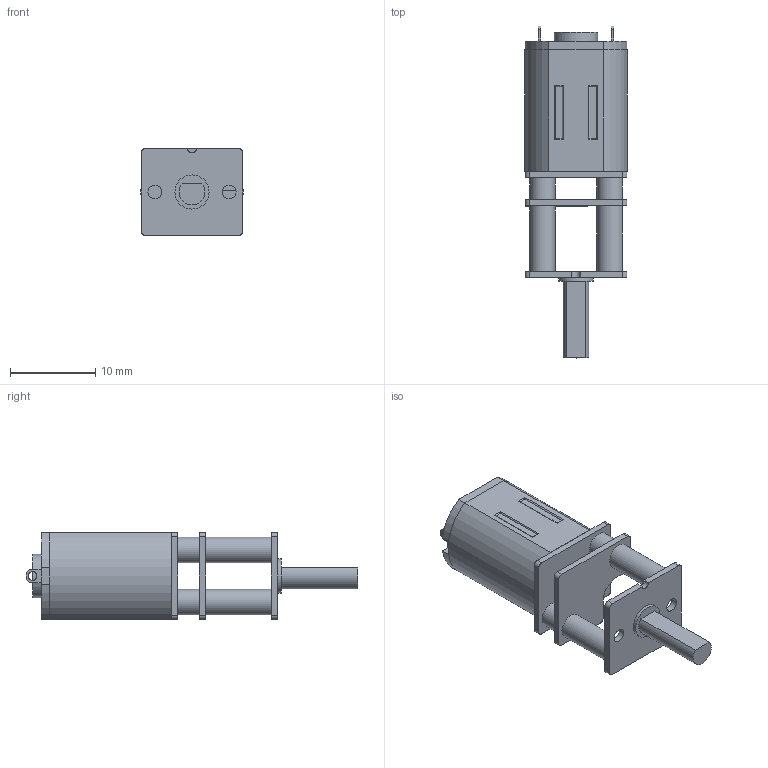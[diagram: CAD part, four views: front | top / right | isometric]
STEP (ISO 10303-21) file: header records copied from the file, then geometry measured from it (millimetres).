
FILE_DESCRIPTION(/* description */ (''),/* implementation_level */ '2;1');
FILE_NAME(/* name */ 'Antrader 30 RPM DC 6V Micro DC Geared Electric Motor GA12-N20 v1.step',/* time_stamp */ '2023-02-01T00:11:54-05:00',/* author */ (''),/* organization */ (''),/* preprocessor_version */ 'ST-DEVELOPER v19.2',/* originating_system */ 'Autodesk Translation Framework v11.17.0.187',/* authorisation */ '');
FILE_SCHEMA (('AUTOMOTIVE_DESIGN { 1 0 10303 214 3 1 1 }'));
Length unit declared in the file: inch
Products named in the file (1): Antrader 30 RPM DC 6V Micro DC Geared Electric Motor GA12-N20
Bounding box: 12.01 x 38.9 x 10.16 mm (x, y, z)
Volume: 2076.9 mm3; surface area: 2154.4 mm2
Topology: 10 solids, 10 shells, 137 faces, 309 edges, 206 vertices
Faces by surface type: plane 84, cylinder 53
Full cylindrical faces by diameter (mm): 0.497 x1, 1.016 x1, 1.029 x1, 1.524 x1, 1.6 x2, 1.905 x1, 2.032 x1, 2.286 x1, 2.972 x4, 4.013 x1, 5.08 x1
Entity records: 3875 total; most frequent: DIRECTION 675, CARTESIAN_POINT 653, ORIENTED_EDGE 618, EDGE_CURVE 309, AXIS2_PLACEMENT_3D 228, LINE 219, VECTOR 219, VERTEX_POINT 206
